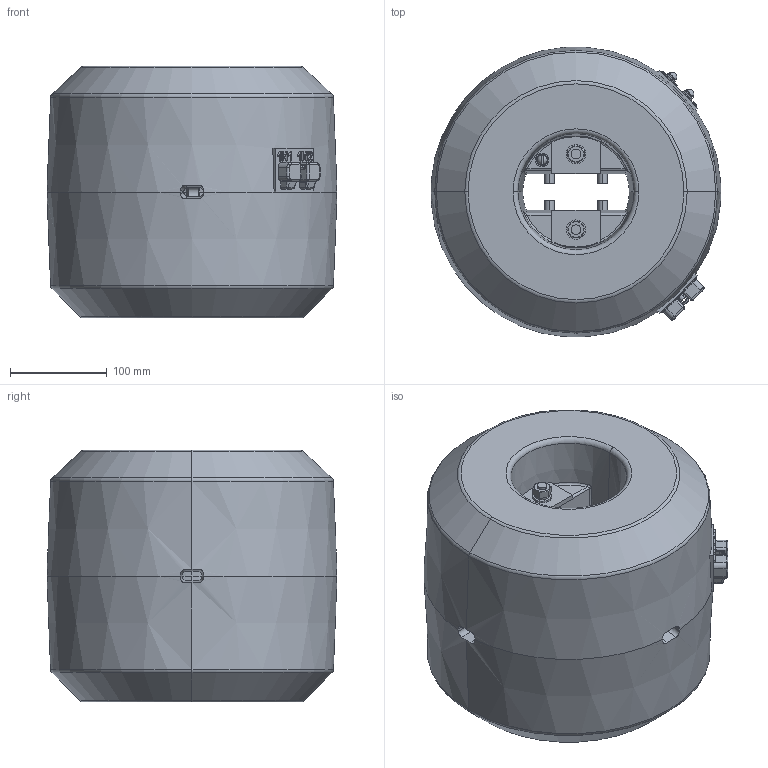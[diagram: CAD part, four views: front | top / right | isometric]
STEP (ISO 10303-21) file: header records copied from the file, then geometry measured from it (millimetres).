
FILE_DESCRIPTION (( 'STEP AP203' ), '1' );
FILE_NAME ('ﾒﾘﾋ-10 (1000-2000)ﾀ.STEP', '2022-07-29T06:05:14', ( '' ), ( '' ), 'SwSTEP 2.0', 'SolidWorks 2010', '' );
FILE_SCHEMA (( 'CONFIG_CONTROL_DESIGN' ));
Length unit declared in the file: millimetre
Products named in the file (1): ﾒﾘﾋ-10 (1000-2000)ﾀ
Bounding box: 299.44 x 299.11 x 260 mm (x, y, z)
Surface area: 458048.3 mm2 (no closed solid volume)
Topology: 0 solids, 43 shells, 535 faces, 1598 edges, 1080 vertices
Faces by surface type: plane 220, cylinder 130, cone 76, bspline 73, torus 18, sphere 18
Entity records: 20762 total; most frequent: CARTESIAN_POINT 7218, DIRECTION 2723, ORIENTED_EDGE 2641, EDGE_CURVE 1594, VERTEX_POINT 1080, AXIS2_PLACEMENT_3D 1025, LINE 673, VECTOR 673
